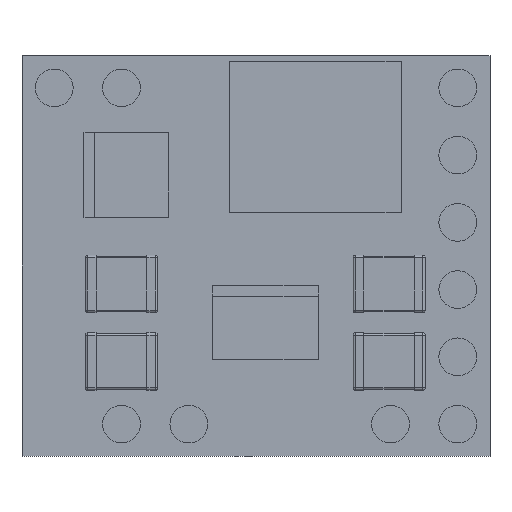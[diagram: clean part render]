
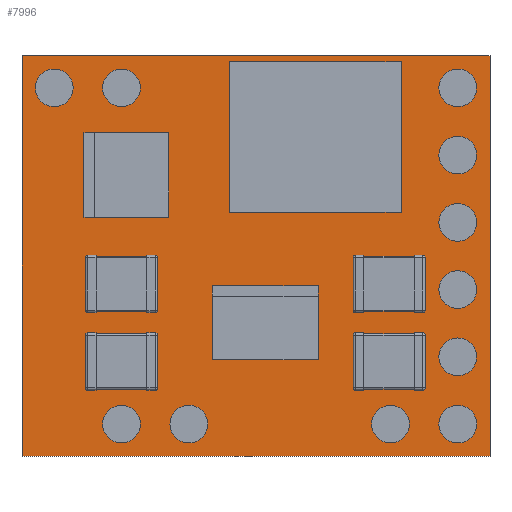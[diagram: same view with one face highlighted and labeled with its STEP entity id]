
A CAD part, top view. The second image highlights one B-rep face of the part: STEP entity #7996.
In plain terms, the highlighted planar face has unit normal (0, 0, 1).
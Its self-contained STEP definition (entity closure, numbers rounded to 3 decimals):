
#7866=CARTESIAN_POINT('',(-11.049,-9.461,2.6));
#7867=VERTEX_POINT('',#7866);
#7868=CARTESIAN_POINT('',(-11.049,9.462,2.6));
#7869=VERTEX_POINT('',#7868);
#7870=CARTESIAN_POINT('',(-11.049,-9.461,2.6));
#7871=DIRECTION('',(0.0,1.0,0.0));
#7872=VECTOR('',#7871,18.923);
#7873=LINE('',#7870,#7872);
#7874=EDGE_CURVE('',#7867,#7869,#7873,.T.);
#7906=CARTESIAN_POINT('',(11.049,9.462,2.6));
#7907=VERTEX_POINT('',#7906);
#7908=CARTESIAN_POINT('',(-11.049,9.462,2.6));
#7909=DIRECTION('',(1.0,0.0,0.0));
#7910=VECTOR('',#7909,22.098);
#7911=LINE('',#7908,#7910);
#7912=EDGE_CURVE('',#7869,#7907,#7911,.T.);
#7937=CARTESIAN_POINT('',(11.049,-9.461,2.6));
#7938=VERTEX_POINT('',#7937);
#7939=CARTESIAN_POINT('',(11.049,9.462,2.6));
#7940=DIRECTION('',(0.0,-1.0,0.0));
#7941=VECTOR('',#7940,18.923);
#7942=LINE('',#7939,#7941);
#7943=EDGE_CURVE('',#7907,#7938,#7942,.T.);
#7968=CARTESIAN_POINT('',(11.049,-9.461,2.6));
#7969=DIRECTION('',(-1.0,0.0,0.0));
#7970=VECTOR('',#7969,22.098);
#7971=LINE('',#7968,#7970);
#7972=EDGE_CURVE('',#7938,#7867,#7971,.T.);
#7985=CARTESIAN_POINT('',(0.0,0.0,2.6));
#7986=DIRECTION('',(0.0,0.0,1.0));
#7987=DIRECTION('',(1.0,0.0,0.0));
#7988=AXIS2_PLACEMENT_3D('',#7985,#7986,#7987);
#7989=PLANE('',#7988);
#7990=ORIENTED_EDGE('',*,*,#7874,.F.);
#7991=ORIENTED_EDGE('',*,*,#7972,.F.);
#7992=ORIENTED_EDGE('',*,*,#7943,.F.);
#7993=ORIENTED_EDGE('',*,*,#7912,.F.);
#7994=EDGE_LOOP('',(#7990,#7991,#7992,#7993));
#7995=FACE_OUTER_BOUND('',#7994,.T.);
#7996=ADVANCED_FACE('',(#7995),#7989,.T.);
